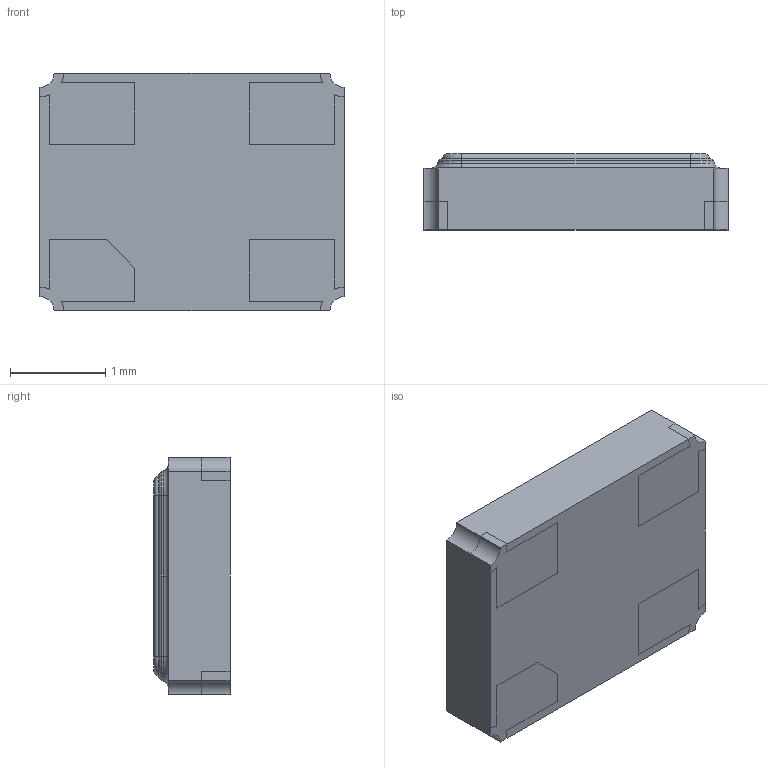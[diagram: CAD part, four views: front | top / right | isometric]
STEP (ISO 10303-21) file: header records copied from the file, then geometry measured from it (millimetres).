
FILE_DESCRIPTION (( 'STEP AP214' ), '1' );
FILE_NAME ('ECS-80-8-33-JGN-TR3.STEP', '2024-07-06T15:26:51', ( 'LENOVO' ), ( '' ), 'SwSTEP 2.0', 'SolidWorks 2021', '' );
FILE_SCHEMA (( 'AUTOMOTIVE_DESIGN' ));
Length unit declared in the file: millimetre
Products named in the file (1): ECS-80-8-33-JGN-TR3
Bounding box: 3.2 x 0.8 x 2.5 mm (x, y, z)
Volume: 6.1 mm3; surface area: 62.1 mm2
Topology: 7 solids, 7 shells, 122 faces, 307 edges, 199 vertices
Faces by surface type: plane 69, cylinder 41, torus 12
Entity records: 3740 total; most frequent: DIRECTION 650, CARTESIAN_POINT 629, ORIENTED_EDGE 614, EDGE_CURVE 307, AXIS2_PLACEMENT_3D 220, LINE 210, VECTOR 210, VERTEX_POINT 199
